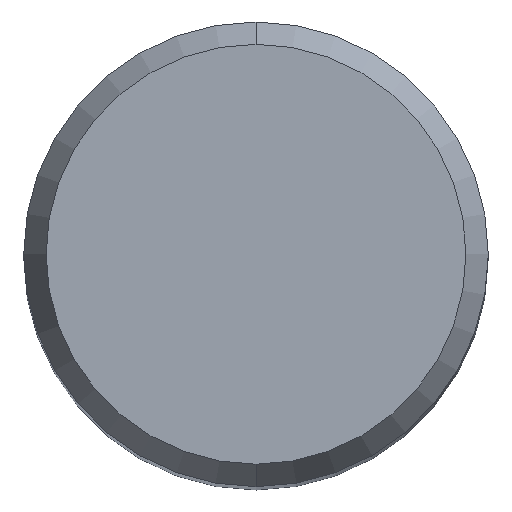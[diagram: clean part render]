
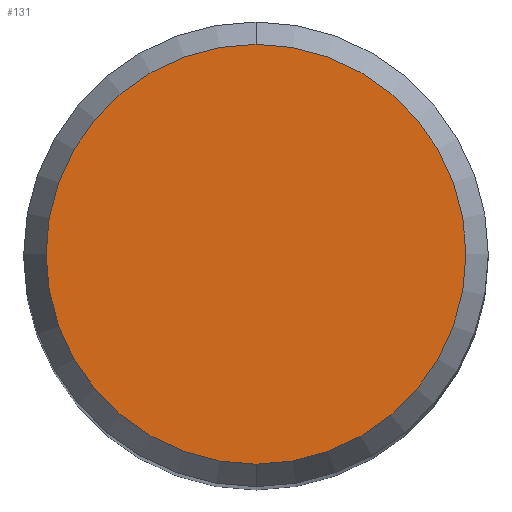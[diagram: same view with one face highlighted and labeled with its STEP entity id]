
A CAD part, top view. The second image highlights one B-rep face of the part: STEP entity #131.
In plain terms, the highlighted planar face has unit normal (0, 0, 1).
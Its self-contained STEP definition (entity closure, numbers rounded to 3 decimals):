
#95=EDGE_CURVE('',#119,#123,#223,.T.);
#119=VERTEX_POINT('',#251);
#123=VERTEX_POINT('',#255);
#131=ADVANCED_FACE('',(#263),#264,.T.);
#163=EDGE_CURVE('',#123,#119,#300,.T.);
#223=CIRCLE('',#359,4.304);
#251=CARTESIAN_POINT('',(0.0,4.304,0.01));
#255=CARTESIAN_POINT('',(0.,-4.304,0.01));
#263=FACE_OUTER_BOUND('',#411,.T.);
#264=PLANE('',#412);
#300=CIRCLE('',#457,4.304);
#359=AXIS2_PLACEMENT_3D('',#510,#511,#512);
#411=EDGE_LOOP('',(#557,#558));
#412=AXIS2_PLACEMENT_3D('',#559,#560,#561);
#457=AXIS2_PLACEMENT_3D('',#608,#609,#610);
#510=CARTESIAN_POINT('',(0.0,0.0,0.01));
#511=DIRECTION('',(0.0,0.0,-1.0));
#512=DIRECTION('',(0.0,1.0,0.0));
#557=ORIENTED_EDGE('',*,*,#95,.F.);
#558=ORIENTED_EDGE('',*,*,#163,.F.);
#559=CARTESIAN_POINT('',(0.0,2.152,0.01));
#560=DIRECTION('',(-0.0,0.0,1.0));
#561=DIRECTION('',(0.0,-1.0,0.0));
#608=CARTESIAN_POINT('',(0.0,0.0,0.01));
#609=DIRECTION('',(0.0,0.0,-1.0));
#610=DIRECTION('',(0.0,1.0,0.0));
